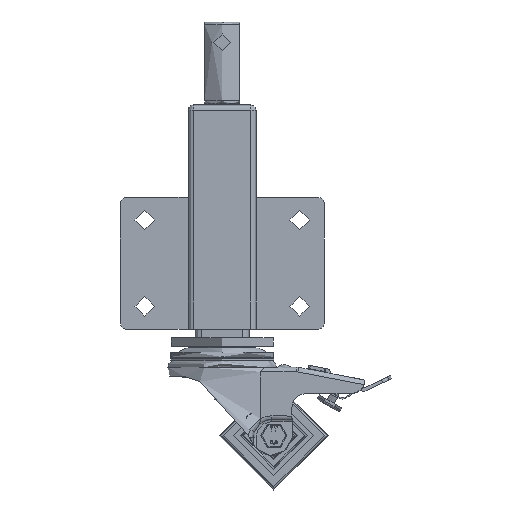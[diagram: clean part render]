
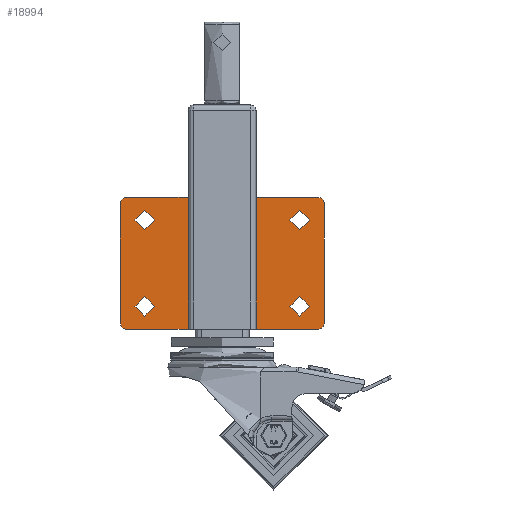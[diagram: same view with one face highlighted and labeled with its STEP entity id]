
A CAD part, front view. The second image highlights one B-rep face of the part: STEP entity #18994.
In plain terms, the highlighted face is planar.
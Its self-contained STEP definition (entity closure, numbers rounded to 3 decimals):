
#1152=FACE_BOUND('',#3390,.T.);
#1153=FACE_BOUND('',#3391,.T.);
#1154=FACE_BOUND('',#3392,.T.);
#1155=FACE_BOUND('',#3393,.T.);
#1497=PLANE('',#20875);
#2288=FACE_OUTER_BOUND('',#3389,.T.);
#3389=EDGE_LOOP('',(#15155,#15156,#15157,#15158,#15159,#15160,#15161,#15162));
#3390=EDGE_LOOP('',(#15163));
#3391=EDGE_LOOP('',(#15164));
#3392=EDGE_LOOP('',(#15165));
#3393=EDGE_LOOP('',(#15166));
#4820=LINE('',#49454,#6268);
#4821=LINE('',#49456,#6269);
#4822=LINE('',#49457,#6270);
#4823=LINE('',#49458,#6271);
#6268=VECTOR('',#24604,1000.);
#6269=VECTOR('',#24607,1000.);
#6270=VECTOR('',#24608,1000.);
#6271=VECTOR('',#24609,1000.);
#7326=CIRCLE('',#20851,7.25);
#7328=CIRCLE('',#20854,7.25);
#7330=CIRCLE('',#20857,7.25);
#7332=CIRCLE('',#20860,7.25);
#7334=CIRCLE('',#20863,4.);
#7336=CIRCLE('',#20866,4.);
#7338=CIRCLE('',#20869,4.);
#7340=CIRCLE('',#20872,4.);
#8547=VERTEX_POINT('',#49393);
#8549=VERTEX_POINT('',#49399);
#8551=VERTEX_POINT('',#49405);
#8553=VERTEX_POINT('',#49411);
#8555=VERTEX_POINT('',#49417);
#8556=VERTEX_POINT('',#49418);
#8559=VERTEX_POINT('',#49426);
#8560=VERTEX_POINT('',#49427);
#8563=VERTEX_POINT('',#49435);
#8564=VERTEX_POINT('',#49436);
#8567=VERTEX_POINT('',#49444);
#8568=VERTEX_POINT('',#49445);
#10877=EDGE_CURVE('',#8547,#8547,#7326,.T.);
#10880=EDGE_CURVE('',#8549,#8549,#7328,.T.);
#10883=EDGE_CURVE('',#8551,#8551,#7330,.T.);
#10886=EDGE_CURVE('',#8553,#8553,#7332,.T.);
#10889=EDGE_CURVE('',#8555,#8556,#7334,.T.);
#10893=EDGE_CURVE('',#8559,#8560,#7336,.T.);
#10897=EDGE_CURVE('',#8563,#8564,#7338,.T.);
#10901=EDGE_CURVE('',#8567,#8568,#7340,.T.);
#10906=EDGE_CURVE('',#8567,#8564,#4820,.T.);
#10907=EDGE_CURVE('',#8563,#8556,#4821,.T.);
#10908=EDGE_CURVE('',#8555,#8560,#4822,.T.);
#10909=EDGE_CURVE('',#8559,#8568,#4823,.T.);
#15155=ORIENTED_EDGE('',*,*,#10901,.F.);
#15156=ORIENTED_EDGE('',*,*,#10906,.T.);
#15157=ORIENTED_EDGE('',*,*,#10897,.F.);
#15158=ORIENTED_EDGE('',*,*,#10907,.T.);
#15159=ORIENTED_EDGE('',*,*,#10889,.F.);
#15160=ORIENTED_EDGE('',*,*,#10908,.T.);
#15161=ORIENTED_EDGE('',*,*,#10893,.F.);
#15162=ORIENTED_EDGE('',*,*,#10909,.T.);
#15163=ORIENTED_EDGE('',*,*,#10886,.F.);
#15164=ORIENTED_EDGE('',*,*,#10883,.F.);
#15165=ORIENTED_EDGE('',*,*,#10880,.F.);
#15166=ORIENTED_EDGE('',*,*,#10877,.F.);
#18994=ADVANCED_FACE('',(#2288,#1152,#1153,#1154,#1155),#1497,.F.);
#20851=AXIS2_PLACEMENT_3D('',#49394,#24543,#24544);
#20854=AXIS2_PLACEMENT_3D('',#49400,#24550,#24551);
#20857=AXIS2_PLACEMENT_3D('',#49406,#24557,#24558);
#20860=AXIS2_PLACEMENT_3D('',#49412,#24564,#24565);
#20863=AXIS2_PLACEMENT_3D('',#49419,#24571,#24572);
#20866=AXIS2_PLACEMENT_3D('',#49428,#24579,#24580);
#20869=AXIS2_PLACEMENT_3D('',#49437,#24587,#24588);
#20872=AXIS2_PLACEMENT_3D('',#49446,#24595,#24596);
#20875=AXIS2_PLACEMENT_3D('',#49455,#24605,#24606);
#24543=DIRECTION('center_axis',(0.,1.,0.));
#24544=DIRECTION('ref_axis',(1.,0.,0.));
#24550=DIRECTION('center_axis',(0.,1.,0.));
#24551=DIRECTION('ref_axis',(1.,0.,0.));
#24557=DIRECTION('center_axis',(0.,1.,0.));
#24558=DIRECTION('ref_axis',(1.,0.,0.));
#24564=DIRECTION('center_axis',(0.,1.,0.));
#24565=DIRECTION('ref_axis',(1.,0.,0.));
#24571=DIRECTION('center_axis',(0.,-1.,0.));
#24572=DIRECTION('ref_axis',(-0.707,0.,-0.707));
#24579=DIRECTION('center_axis',(0.,-1.,0.));
#24580=DIRECTION('ref_axis',(-0.707,0.,0.707));
#24587=DIRECTION('center_axis',(0.,-1.,0.));
#24588=DIRECTION('ref_axis',(0.707,0.,-0.707));
#24595=DIRECTION('center_axis',(0.,-1.,0.));
#24596=DIRECTION('ref_axis',(0.707,0.,0.707));
#24604=DIRECTION('',(0.,0.,-1.));
#24605=DIRECTION('center_axis',(0.,-1.,0.));
#24606=DIRECTION('ref_axis',(1.,0.,0.));
#24607=DIRECTION('',(-1.,0.,0.));
#24608=DIRECTION('',(0.,0.,1.));
#24609=DIRECTION('',(1.,0.,0.));
#49393=CARTESIAN_POINT('',(-64.25,3.,-28.75));
#49394=CARTESIAN_POINT('Origin',(-57.,3.,-28.75));
#49399=CARTESIAN_POINT('',(49.75,3.,-28.75));
#49400=CARTESIAN_POINT('Origin',(57.,3.,-28.75));
#49405=CARTESIAN_POINT('',(49.75,3.,34.75));
#49406=CARTESIAN_POINT('Origin',(57.,3.,34.75));
#49411=CARTESIAN_POINT('',(-64.25,3.,34.75));
#49412=CARTESIAN_POINT('Origin',(-57.,3.,34.75));
#49417=CARTESIAN_POINT('',(-75.,3.,-41.5));
#49418=CARTESIAN_POINT('',(-71.,3.,-45.5));
#49419=CARTESIAN_POINT('Origin',(-71.,3.,-41.5));
#49426=CARTESIAN_POINT('',(-71.,3.,51.5));
#49427=CARTESIAN_POINT('',(-75.,3.,47.5));
#49428=CARTESIAN_POINT('Origin',(-71.,3.,47.5));
#49435=CARTESIAN_POINT('',(71.,3.,-45.5));
#49436=CARTESIAN_POINT('',(75.,3.,-41.5));
#49437=CARTESIAN_POINT('Origin',(71.,3.,-41.5));
#49444=CARTESIAN_POINT('',(75.,3.,47.5));
#49445=CARTESIAN_POINT('',(71.,3.,51.5));
#49446=CARTESIAN_POINT('Origin',(71.,3.,47.5));
#49454=CARTESIAN_POINT('',(75.,3.,51.5));
#49455=CARTESIAN_POINT('Origin',(0.,3.,3.));
#49456=CARTESIAN_POINT('',(75.,3.,-45.5));
#49457=CARTESIAN_POINT('',(-75.,3.,-45.5));
#49458=CARTESIAN_POINT('',(-75.,3.,51.5));
